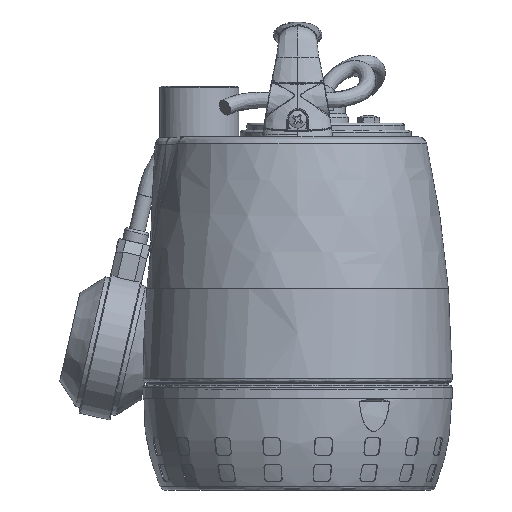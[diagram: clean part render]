
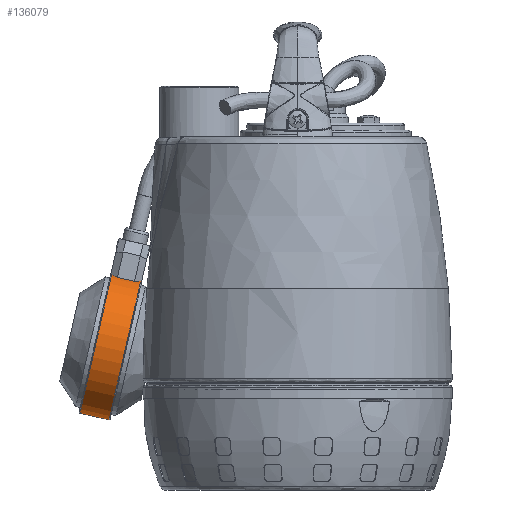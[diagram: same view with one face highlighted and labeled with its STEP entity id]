
A CAD part, left-side view. The second image highlights one B-rep face of the part: STEP entity #136079.
In plain terms, the highlighted cylindrical face has radius 40.999 mm (diameter 81.997 mm), a partial arc.
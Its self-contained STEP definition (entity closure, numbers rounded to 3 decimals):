
#134121=CARTESIAN_POINT('',(98.163,114.797,-117.273));
#134122=VERTEX_POINT('',#134121);
#134123=CARTESIAN_POINT('',(48.241,105.847,-78.271));
#134124=VERTEX_POINT('',#134123);
#134125=CARTESIAN_POINT('',(57.165,114.797,-117.273));
#134126=DIRECTION('',(0.0,0.975,0.224));
#134127=DIRECTION('',(1.0,0.0,0.0));
#134128=AXIS2_PLACEMENT_3D('',#134125,#134126,#134127);
#134129=CIRCLE('',#134128,40.999);
#134130=EDGE_CURVE('',#134122,#134124,#134129,.T.);
#134252=CARTESIAN_POINT('',(66.089,105.847,-78.271));
#134253=VERTEX_POINT('',#134252);
#134265=CARTESIAN_POINT('',(57.165,114.797,-117.273));
#134266=DIRECTION('',(0.0,0.975,0.224));
#134267=DIRECTION('',(1.0,0.0,0.0));
#134268=AXIS2_PLACEMENT_3D('',#134265,#134266,#134267);
#134269=CIRCLE('',#134268,40.999);
#134270=EDGE_CURVE('',#134253,#134122,#134269,.T.);
#134915=CARTESIAN_POINT('',(98.163,98.227,-121.075));
#134916=VERTEX_POINT('',#134915);
#134935=CARTESIAN_POINT('',(48.241,89.278,-82.073));
#134936=VERTEX_POINT('',#134935);
#134948=CARTESIAN_POINT('',(57.165,98.227,-121.075));
#134949=DIRECTION('',(0.0,0.975,0.224));
#134950=DIRECTION('',(1.0,0.0,0.0));
#134951=AXIS2_PLACEMENT_3D('',#134948,#134949,#134950);
#134952=CIRCLE('',#134951,40.999);
#134953=EDGE_CURVE('',#134916,#134936,#134952,.T.);
#135036=CARTESIAN_POINT('',(66.089,89.278,-82.073));
#135037=VERTEX_POINT('',#135036);
#135038=CARTESIAN_POINT('',(57.165,98.227,-121.075));
#135039=DIRECTION('',(0.0,0.975,0.224));
#135040=DIRECTION('',(1.0,0.0,0.0));
#135041=AXIS2_PLACEMENT_3D('',#135038,#135039,#135040);
#135042=CIRCLE('',#135041,40.999);
#135043=EDGE_CURVE('',#135037,#134916,#135042,.T.);
#135540=CARTESIAN_POINT('',(69.589,92.9,-82.211));
#135541=VERTEX_POINT('',#135540);
#135542=CARTESIAN_POINT('',(69.589,92.9,-82.211));
#135543=CARTESIAN_POINT('',(69.072,92.36,-82.167));
#135544=CARTESIAN_POINT('',(67.909,91.15,-82.091));
#135545=CARTESIAN_POINT('',(66.739,89.944,-82.069));
#135546=CARTESIAN_POINT('',(66.089,89.278,-82.073));
#135547=B_SPLINE_CURVE_WITH_KNOTS('',3,(#135542,#135543,#135544,#135545,#135546),.UNSPECIFIED.,.F.,.U.,(4,1,4),(0.0,2.247,5.04),.UNSPECIFIED.);
#135548=EDGE_CURVE('',#135541,#135037,#135547,.T.);
#135576=CARTESIAN_POINT('',(44.741,92.9,-82.211));
#135577=VERTEX_POINT('',#135576);
#135586=CARTESIAN_POINT('',(48.241,89.278,-82.073));
#135587=CARTESIAN_POINT('',(47.591,89.944,-82.069));
#135588=CARTESIAN_POINT('',(46.42,91.15,-82.091));
#135589=CARTESIAN_POINT('',(45.258,92.36,-82.167));
#135590=CARTESIAN_POINT('',(44.741,92.9,-82.211));
#135591=B_SPLINE_CURVE_WITH_KNOTS('',3,(#135586,#135587,#135588,#135589,#135590),.UNSPECIFIED.,.F.,.U.,(4,1,4),(0.0,2.793,5.04),.UNSPECIFIED.);
#135592=EDGE_CURVE('',#134936,#135577,#135591,.T.);
#135765=CARTESIAN_POINT('',(69.589,102.647,-79.975));
#135766=VERTEX_POINT('',#135765);
#135773=CARTESIAN_POINT('',(66.089,105.847,-78.271));
#135774=CARTESIAN_POINT('',(66.739,105.246,-78.558));
#135775=CARTESIAN_POINT('',(67.909,104.17,-79.103));
#135776=CARTESIAN_POINT('',(69.072,103.114,-79.699));
#135777=CARTESIAN_POINT('',(69.589,102.647,-79.975));
#135778=B_SPLINE_CURVE_WITH_KNOTS('',3,(#135773,#135774,#135775,#135776,#135777),.UNSPECIFIED.,.F.,.U.,(4,1,4),(0.0,2.793,5.04),.UNSPECIFIED.);
#135779=EDGE_CURVE('',#134253,#135766,#135778,.T.);
#135826=CARTESIAN_POINT('',(44.741,102.647,-79.975));
#135827=VERTEX_POINT('',#135826);
#135828=CARTESIAN_POINT('',(44.741,102.647,-79.975));
#135829=CARTESIAN_POINT('',(45.258,103.114,-79.699));
#135830=CARTESIAN_POINT('',(46.42,104.17,-79.103));
#135831=CARTESIAN_POINT('',(47.591,105.246,-78.558));
#135832=CARTESIAN_POINT('',(48.241,105.847,-78.271));
#135833=B_SPLINE_CURVE_WITH_KNOTS('',3,(#135828,#135829,#135830,#135831,#135832),.UNSPECIFIED.,.F.,.U.,(4,1,4),(0.0,2.247,5.04),.UNSPECIFIED.);
#135834=EDGE_CURVE('',#135827,#134124,#135833,.T.);
#135961=CARTESIAN_POINT('',(69.589,92.9,-82.211));
#135962=DIRECTION('',(0.0,0.975,0.224));
#135963=VECTOR('',#135962,10.);
#135964=LINE('',#135961,#135963);
#135965=EDGE_CURVE('',#135541,#135766,#135964,.T.);
#136014=CARTESIAN_POINT('',(44.741,92.9,-82.211));
#136015=DIRECTION('',(0.0,0.975,0.224));
#136016=VECTOR('',#136015,10.);
#136017=LINE('',#136014,#136016);
#136018=EDGE_CURVE('',#135577,#135827,#136017,.T.);
#136062=CARTESIAN_POINT('',(57.165,97.74,-121.187));
#136063=DIRECTION('',(0.0,0.975,0.224));
#136064=DIRECTION('',(0.217,-0.218,0.951));
#136065=AXIS2_PLACEMENT_3D('',#136062,#136063,#136064);
#136066=CYLINDRICAL_SURFACE('',#136065,40.999);
#136067=ORIENTED_EDGE('',*,*,#135834,.T.);
#136068=ORIENTED_EDGE('',*,*,#134130,.F.);
#136069=ORIENTED_EDGE('',*,*,#134270,.F.);
#136070=ORIENTED_EDGE('',*,*,#135779,.T.);
#136071=ORIENTED_EDGE('',*,*,#135965,.F.);
#136072=ORIENTED_EDGE('',*,*,#135548,.T.);
#136073=ORIENTED_EDGE('',*,*,#135043,.T.);
#136074=ORIENTED_EDGE('',*,*,#134953,.T.);
#136075=ORIENTED_EDGE('',*,*,#135592,.T.);
#136076=ORIENTED_EDGE('',*,*,#136018,.T.);
#136077=EDGE_LOOP('',(#136067,#136068,#136069,#136070,#136071,#136072,#136073,#136074,#136075,#136076));
#136078=FACE_OUTER_BOUND('',#136077,.T.);
#136079=ADVANCED_FACE('',(#136078),#136066,.T.);
